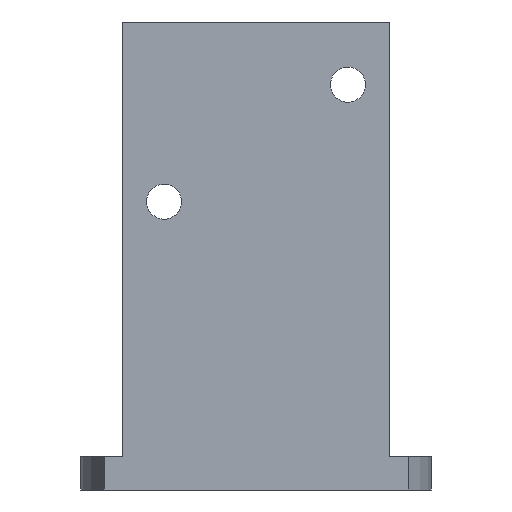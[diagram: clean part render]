
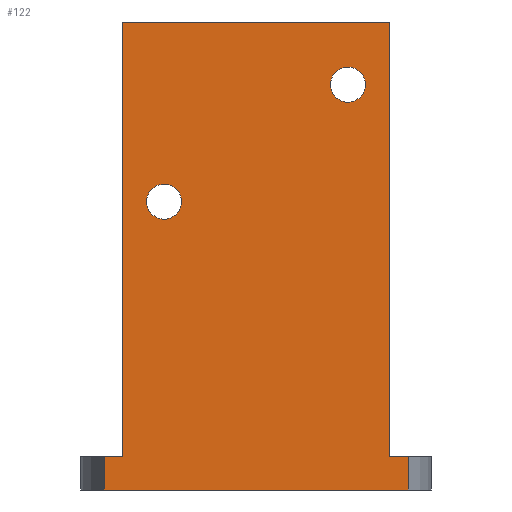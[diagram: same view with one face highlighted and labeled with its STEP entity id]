
A CAD part, front view. The second image highlights one B-rep face of the part: STEP entity #122.
In plain terms, the highlighted planar face has unit normal (0, -1, 0).
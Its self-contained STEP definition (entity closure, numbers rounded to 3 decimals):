
#44 = ORIENTED_EDGE ( 'NONE', *, *, #632, .T. ) ;
#45 = ORIENTED_EDGE ( 'NONE', *, *, #67, .T. ) ;
#50 = EDGE_LOOP ( 'NONE', ( #492, #488 ) ) ;
#67 = EDGE_CURVE ( 'NONE', #443, #477, #229, .T. ) ;
#75 = EDGE_CURVE ( 'NONE', #504, #510, #607, .T. ) ;
#83 = EDGE_CURVE ( 'NONE', #441, #446, #620, .T. ) ;
#87 = EDGE_CURVE ( 'NONE', #457, #438, #622, .T. ) ;
#104 = EDGE_CURVE ( 'NONE', #446, #441, #528, .T. ) ;
#111 = EDGE_CURVE ( 'NONE', #438, #481, #673, .T. ) ;
#115 = EDGE_CURVE ( 'NONE', #443, #481, #663, .T. ) ;
#122 = ADVANCED_FACE ( 'NONE', ( #669, #642, #650 ), #568, .F. ) ;
#158 = AXIS2_PLACEMENT_3D ( 'NONE', #278, #282, #299 ) ;
#182 = AXIS2_PLACEMENT_3D ( 'NONE', #760, #856, #855 ) ;
#187 = AXIS2_PLACEMENT_3D ( 'NONE', #342, #244, #245 ) ;
#191 = AXIS2_PLACEMENT_3D ( 'NONE', #555, #570, #557 ) ;
#204 = AXIS2_PLACEMENT_3D ( 'NONE', #851, #852, #806 ) ;
#228 = VECTOR ( 'NONE', #254, 1000. ) ;
#229 = LINE ( 'NONE', #253, #228 ) ;
#244 = DIRECTION ( 'NONE',  ( 0., -1., 0. ) ) ;
#245 = DIRECTION ( 'NONE',  ( 0., 0., -1. ) ) ;
#253 = CARTESIAN_POINT ( 'NONE',  ( 19.969, 20.287, 4. ) ) ;
#254 = DIRECTION ( 'NONE',  ( -1., 0., 0. ) ) ;
#259 = DIRECTION ( 'NONE',  ( 0., 0., -1. ) ) ;
#270 = CARTESIAN_POINT ( 'NONE',  ( -18.187, 20.287, 56. ) ) ;
#278 = CARTESIAN_POINT ( 'NONE',  ( -11., 20.287, 34.5 ) ) ;
#280 = CARTESIAN_POINT ( 'NONE',  ( -16., 20.287, 56. ) ) ;
#282 = DIRECTION ( 'NONE',  ( 0., -1., 0. ) ) ;
#299 = DIRECTION ( 'NONE',  ( 0., 0., -1. ) ) ;
#314 = DIRECTION ( 'NONE',  ( 0., 0., -1. ) ) ;
#342 = CARTESIAN_POINT ( 'NONE',  ( -11., 20.287, 34.5 ) ) ;
#347 = EDGE_LOOP ( 'NONE', ( #491, #44, #493, #489, #501, #45, #485, #490 ) ) ;
#418 = EDGE_LOOP ( 'NONE', ( #498, #486 ) ) ;
#433 = EDGE_CURVE ( 'NONE', #449, #444, #719, .T. ) ;
#438 = VERTEX_POINT ( 'NONE', #847 ) ;
#441 = VERTEX_POINT ( 'NONE', #809 ) ;
#443 = VERTEX_POINT ( 'NONE', #759 ) ;
#444 = VERTEX_POINT ( 'NONE', #833 ) ;
#446 = VERTEX_POINT ( 'NONE', #853 ) ;
#449 = VERTEX_POINT ( 'NONE', #830 ) ;
#457 = VERTEX_POINT ( 'NONE', #815 ) ;
#459 = VERTEX_POINT ( 'NONE', #822 ) ;
#477 = VERTEX_POINT ( 'NONE', #854 ) ;
#481 = VERTEX_POINT ( 'NONE', #859 ) ;
#485 = ORIENTED_EDGE ( 'NONE', *, *, #636, .T. ) ;
#486 = ORIENTED_EDGE ( 'NONE', *, *, #633, .F. ) ;
#488 = ORIENTED_EDGE ( 'NONE', *, *, #83, .F. ) ;
#489 = ORIENTED_EDGE ( 'NONE', *, *, #111, .T. ) ;
#490 = ORIENTED_EDGE ( 'NONE', *, *, #524, .F. ) ;
#491 = ORIENTED_EDGE ( 'NONE', *, *, #75, .T. ) ;
#492 = ORIENTED_EDGE ( 'NONE', *, *, #104, .F. ) ;
#493 = ORIENTED_EDGE ( 'NONE', *, *, #87, .T. ) ;
#498 = ORIENTED_EDGE ( 'NONE', *, *, #433, .F. ) ;
#501 = ORIENTED_EDGE ( 'NONE', *, *, #115, .F. ) ;
#504 = VERTEX_POINT ( 'NONE', #829 ) ;
#510 = VERTEX_POINT ( 'NONE', #826 ) ;
#524 = EDGE_CURVE ( 'NONE', #504, #459, #702, .T. ) ;
#528 = CIRCLE ( 'NONE', #187, 2.1 ) ;
#529 = VECTOR ( 'NONE', #314, 1000. ) ;
#555 = CARTESIAN_POINT ( 'NONE',  ( 18.187, 20.287, 56. ) ) ;
#557 = DIRECTION ( 'NONE',  ( 0., 0., 1. ) ) ;
#568 = PLANE ( 'NONE',  #191 ) ;
#570 = DIRECTION ( 'NONE',  ( 0., 1., 0. ) ) ;
#576 = CARTESIAN_POINT ( 'NONE',  ( 18.187, 20.287, 0. ) ) ;
#583 = DIRECTION ( 'NONE',  ( 1., 0., 0. ) ) ;
#593 = DIRECTION ( 'NONE',  ( 0., 0., -1. ) ) ;
#604 = CARTESIAN_POINT ( 'NONE',  ( 18.187, 20.287, 56. ) ) ;
#607 = LINE ( 'NONE', #280, #609 ) ;
#609 = VECTOR ( 'NONE', #259, 1000. ) ;
#620 = CIRCLE ( 'NONE', #158, 2.1 ) ;
#622 = LINE ( 'NONE', #270, #529 ) ;
#632 = EDGE_CURVE ( 'NONE', #510, #457, #724, .T. ) ;
#633 = EDGE_CURVE ( 'NONE', #444, #449, #720, .T. ) ;
#636 = EDGE_CURVE ( 'NONE', #477, #459, #736, .T. ) ;
#642 = FACE_BOUND ( 'NONE', #50, .T. ) ;
#650 = FACE_OUTER_BOUND ( 'NONE', #347, .T. ) ;
#663 = LINE ( 'NONE', #604, #683 ) ;
#666 = VECTOR ( 'NONE', #583, 1000. ) ;
#669 = FACE_BOUND ( 'NONE', #418, .T. ) ;
#673 = LINE ( 'NONE', #576, #666 ) ;
#683 = VECTOR ( 'NONE', #593, 1000. ) ;
#699 = VECTOR ( 'NONE', #890, 1000. ) ;
#702 = LINE ( 'NONE', #828, #714 ) ;
#714 = VECTOR ( 'NONE', #844, 1000. ) ;
#719 = CIRCLE ( 'NONE', #182, 2.1 ) ;
#720 = CIRCLE ( 'NONE', #204, 2.1 ) ;
#724 = LINE ( 'NONE', #840, #749 ) ;
#736 = LINE ( 'NONE', #884, #699 ) ;
#749 = VECTOR ( 'NONE', #843, 1000. ) ;
#759 = CARTESIAN_POINT ( 'NONE',  ( 18.187, 20.287, 4. ) ) ;
#760 = CARTESIAN_POINT ( 'NONE',  ( 11., 20.287, 48.5 ) ) ;
#806 = DIRECTION ( 'NONE',  ( 0., 0., -1. ) ) ;
#809 = CARTESIAN_POINT ( 'NONE',  ( -11., 20.287, 36.6 ) ) ;
#815 = CARTESIAN_POINT ( 'NONE',  ( -18.187, 20.287, 4. ) ) ;
#822 = CARTESIAN_POINT ( 'NONE',  ( 16., 20.287, 56. ) ) ;
#826 = CARTESIAN_POINT ( 'NONE',  ( -16., 20.287, 4. ) ) ;
#828 = CARTESIAN_POINT ( 'NONE',  ( 18.187, 20.287, 56. ) ) ;
#829 = CARTESIAN_POINT ( 'NONE',  ( -16., 20.287, 56. ) ) ;
#830 = CARTESIAN_POINT ( 'NONE',  ( 11., 20.287, 46.4 ) ) ;
#833 = CARTESIAN_POINT ( 'NONE',  ( 11., 20.287, 50.6 ) ) ;
#840 = CARTESIAN_POINT ( 'NONE',  ( -16., 20.287, 4. ) ) ;
#843 = DIRECTION ( 'NONE',  ( -1., 0., 0. ) ) ;
#844 = DIRECTION ( 'NONE',  ( 1., 0., 0. ) ) ;
#847 = CARTESIAN_POINT ( 'NONE',  ( -18.187, 20.287, 0. ) ) ;
#851 = CARTESIAN_POINT ( 'NONE',  ( 11., 20.287, 48.5 ) ) ;
#852 = DIRECTION ( 'NONE',  ( 0., -1., 0. ) ) ;
#853 = CARTESIAN_POINT ( 'NONE',  ( -11., 20.287, 32.4 ) ) ;
#854 = CARTESIAN_POINT ( 'NONE',  ( 16., 20.287, 4. ) ) ;
#855 = DIRECTION ( 'NONE',  ( 0., 0., -1. ) ) ;
#856 = DIRECTION ( 'NONE',  ( 0., -1., 0. ) ) ;
#859 = CARTESIAN_POINT ( 'NONE',  ( 18.187, 20.287, 0. ) ) ;
#884 = CARTESIAN_POINT ( 'NONE',  ( 16., 20.287, 56. ) ) ;
#890 = DIRECTION ( 'NONE',  ( 0., 0., 1. ) ) ;
